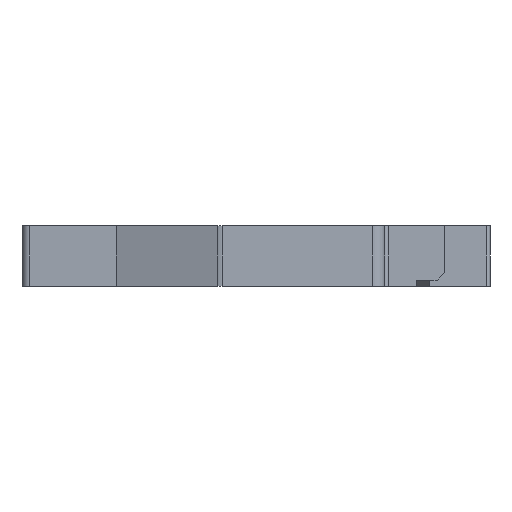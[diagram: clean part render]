
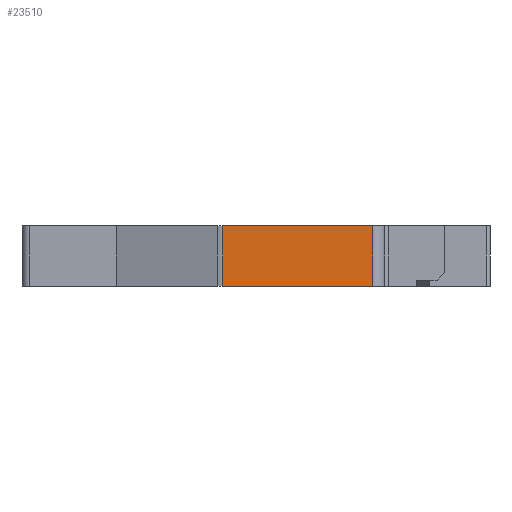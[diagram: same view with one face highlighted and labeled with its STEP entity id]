
A CAD part, left-side view. The second image highlights one B-rep face of the part: STEP entity #23510.
In plain terms, the highlighted planar face has unit normal (-1, 0, 0).
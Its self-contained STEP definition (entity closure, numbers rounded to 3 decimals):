
#2930=CARTESIAN_POINT('',(-34.75,25.91,-8.));
#2940=VERTEX_POINT('',#2930);
#2990=CARTESIAN_POINT('',(-34.75,0.,-8.));
#3000=DIRECTION('',(0.,1.,0.));
#3010=VECTOR('',#3000,1.);
#3020=LINE('',#2990,#3010);
#3030=CARTESIAN_POINT('',(-34.75,6.,-8.));
#3040=VERTEX_POINT('',#3030);
#3050=EDGE_CURVE('',#3040,#2940,#3020,.T.);
#16940=CARTESIAN_POINT('',(-34.75,6.,0.));
#16950=VERTEX_POINT('',#16940);
#16980=CARTESIAN_POINT('',(-34.75,0.,0.));
#16990=DIRECTION('',(0.,-1.,0.));
#17000=VECTOR('',#16990,1.);
#17010=LINE('',#16980,#17000);
#17020=CARTESIAN_POINT('',(-34.75,25.91,0.));
#17030=VERTEX_POINT('',#17020);
#17040=EDGE_CURVE('',#17030,#16950,#17010,.T.);
#23300=CARTESIAN_POINT('',(-34.75,16.633,-7.571));
#23310=DIRECTION('',(1.,0.,0.));
#23320=DIRECTION('',(0.,1.,0.));
#23330=AXIS2_PLACEMENT_3D('',#23300,#23310,#23320);
#23340=PLANE('',#23330);
#23350=CARTESIAN_POINT('',(-34.75,6.,0.));
#23360=DIRECTION('',(0.,0.,1.));
#23370=VECTOR('',#23360,1.);
#23380=LINE('',#23350,#23370);
#23390=EDGE_CURVE('',#3040,#16950,#23380,.T.);
#23400=ORIENTED_EDGE('',*,*,#23390,.T.);
#23410=ORIENTED_EDGE('',*,*,#3050,.F.);
#23420=CARTESIAN_POINT('',(-34.75,25.91,0.));
#23430=DIRECTION('',(0.,0.,-1.));
#23440=VECTOR('',#23430,1.);
#23450=LINE('',#23420,#23440);
#23460=EDGE_CURVE('',#17030,#2940,#23450,.T.);
#23470=ORIENTED_EDGE('',*,*,#23460,.T.);
#23480=ORIENTED_EDGE('',*,*,#17040,.F.);
#23490=EDGE_LOOP('',(#23480,#23470,#23410,#23400));
#23500=FACE_OUTER_BOUND('',#23490,.T.);
#23510=ADVANCED_FACE('',(#23500),#23340,.F.);
